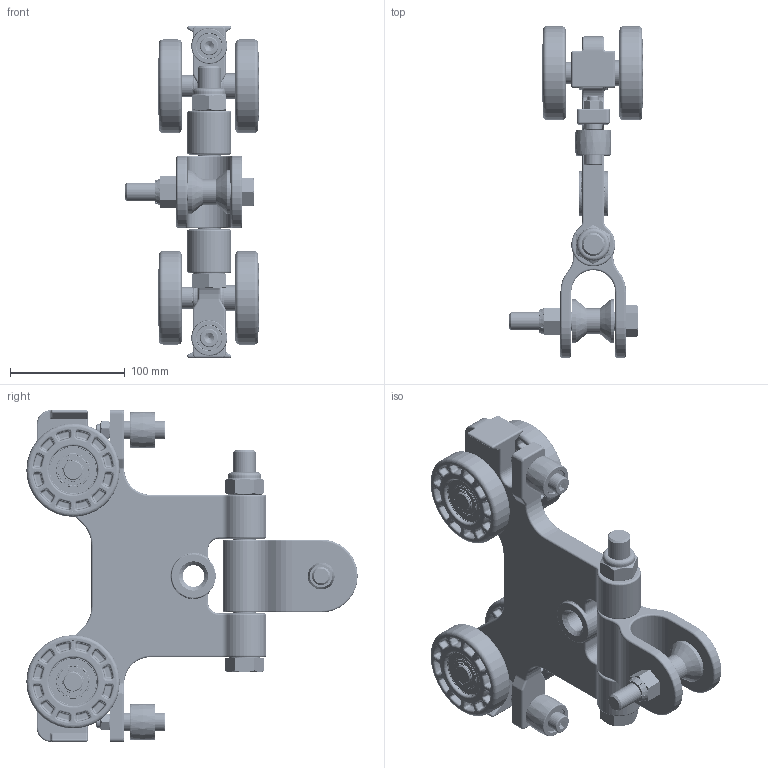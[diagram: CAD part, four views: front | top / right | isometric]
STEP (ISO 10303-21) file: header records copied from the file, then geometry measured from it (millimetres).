
FILE_DESCRIPTION((''),'2;1');
FILE_NAME('20040 ETA-8 SINGLE HOIST TROLLEY.stp','2011-03-30T07:27:07',('jholman'),(''),'Autodesk Inventor 2011','Autodesk Inventor 2011','');
FILE_SCHEMA(('AUTOMOTIVE_DESIGN { 1 0 10303 214 1 1 1 1 }'));
Length unit declared in the file: inch
Products named in the file (23): 20040; 20019; 3D11Y4B4D; 3D11JDF4B; 3D11I6B4A; 3D11H6B4A; 3D11ODF4B; 3D11KDF4A; 3D11MDF4A; 3D11LDF4A; 3D11NDF4A; Hex Nut - UNC (Regular Thread - Inch) 3/8 - 16; Hex Cap Screw - Metric M20 x 180; 3D1173G4D; Forged Socket Head Cap Screw - Metric M10x1.5 x 50; 32045; 3D11HDF4B; 3D11IDF4A; 3D11ZBB4B; 3D11XBB4C; 3D11YBB4A; Hex Bolt - UNC (Regular Thread - Inch) 5/8-11 UNC - 4; 3D11Y3B4A
Assembly tree (35 placements, depth 4):
  20040
    20019
      3D11Y4B4D
      3D11JDF4B  x2
      3D11I6B4A  x2
      3D11H6B4A  x4
      3D11ODF4B  x2
        3D11KDF4A
        3D11MDF4A
        3D11LDF4A
        3D11NDF4A
      Hex Nut - UNC (Regular Thread - Inch) 3/8 - 16  x2
      Hex Cap Screw - Metric M20 x 180
      3D1173G4D
      Forged Socket Head Cap Screw - Metric M10x1.5 x 50  x2
      32045  x4
        3D11HDF4B
        3D11IDF4A
    3D11ZBB4B
      3D11XBB4C
      3D11YBB4A  x2
      Hex Bolt - UNC (Regular Thread - Inch) 5/8-11 UNC - 4
      3D11Y3B4A
Bounding box: 116.09 x 288.29 x 288.93 mm (x, y, z)
Volume: 1238897.1 mm3; surface area: 306930.1 mm2
Topology: 36 solids, 38 shells, 4408 faces, 10093 edges, 5534 vertices
Faces by surface type: plane 1156, bspline 1048, torus 796, cylinder 670, sphere 456, cone 282
Full cylindrical faces by diameter (mm): 1.016 x8, 1.321 x4, 7.798 x2, 9.525 x8, 9.754 x2, 10 x2, 12.7 x4, 15.875 x3, 15.977 x4, 16 x2, 16.307 x1, 16.669 x4, 16.954 x8, 16.993 x4, 17.475 x1, 17.602 x1, 17.78 x2, 17.882 x2, 18.974 x1, 19.05 x9, 20 x1, 20.638 x3, 22.098 x4, 22.174 x4, 22.225 x8, 23.813 x1, 26.594 x8, 26.797 x8, 27.7 x1, 28.575 x4
Entity records: 49876 total; most frequent: CARTESIAN_POINT 17188, DIRECTION 6607, ORIENTED_EDGE 6428, EDGE_CURVE 3214, AXIS2_PLACEMENT_3D 2898, VERTEX_POINT 1907, EDGE_LOOP 1807, CIRCLE 1586
